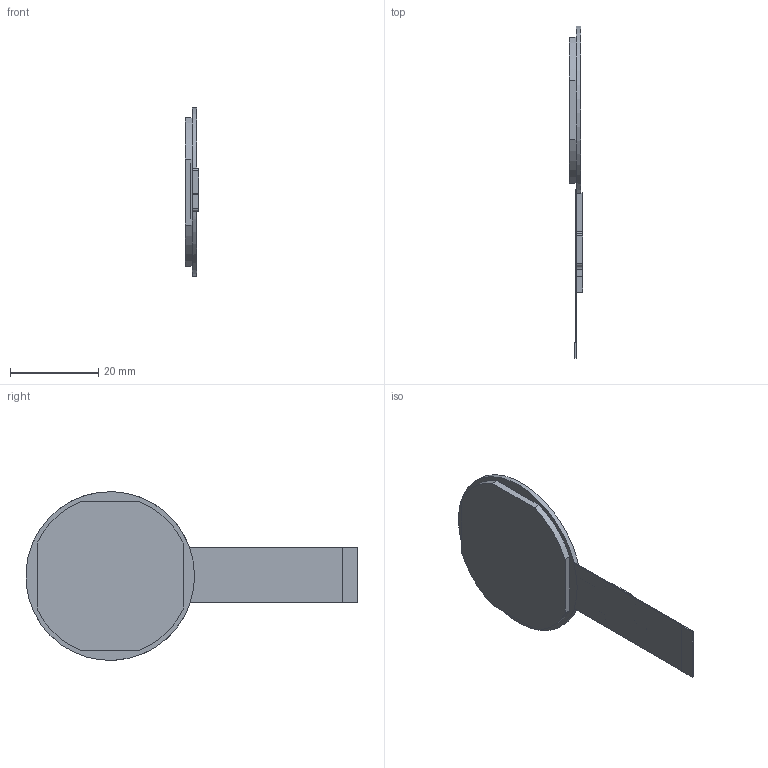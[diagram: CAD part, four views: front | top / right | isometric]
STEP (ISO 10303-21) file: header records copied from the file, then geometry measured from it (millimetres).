
FILE_DESCRIPTION(/* description */ (''),/* implementation_level */ '2;1');
FILE_NAME(/* name */ '37-DM-TFTR122-475.step',/* time_stamp */ '2022-09-20T14:09:00+08:00',/* author */ (''),/* organization */ (''),/* preprocessor_version */ 'ST-DEVELOPER v19',/* originating_system */ 'Autodesk Translation Framework v11.7.0.108',/* authorisation */ '');
FILE_SCHEMA (('AUTOMOTIVE_DESIGN { 1 0 10303 214 3 1 1 }'));
Length unit declared in the file: millimetre
Products named in the file (1): 37-DM-TFTR122-475
Bounding box: 3 x 75.15 x 38.16 mm (x, y, z)
Volume: 3050.4 mm3; surface area: 3641.4 mm2
Topology: 1 solids, 1 shells, 45 faces, 124 edges, 80 vertices
Faces by surface type: plane 31, cylinder 14
Entity records: 1463 total; most frequent: CARTESIAN_POINT 250, ORIENTED_EDGE 248, DIRECTION 248, EDGE_CURVE 124, LINE 92, VECTOR 92, VERTEX_POINT 80, AXIS2_PLACEMENT_3D 78
